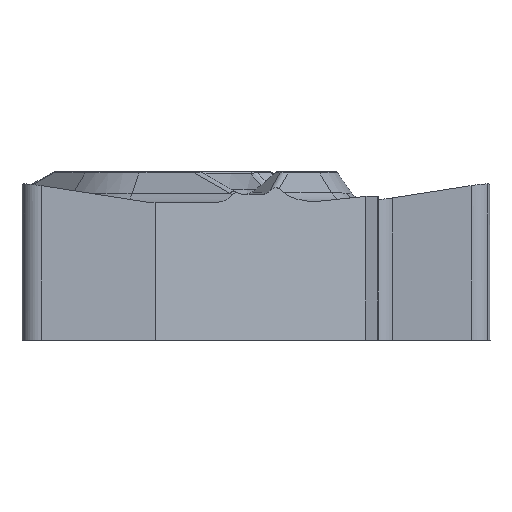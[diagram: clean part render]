
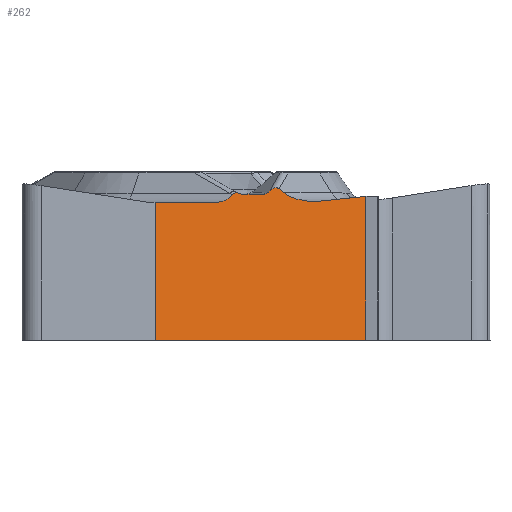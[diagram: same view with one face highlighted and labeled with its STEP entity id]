
A CAD part, front view. The second image highlights one B-rep face of the part: STEP entity #262.
In plain terms, the highlighted planar face has unit normal (0.5, -0.866, 0).
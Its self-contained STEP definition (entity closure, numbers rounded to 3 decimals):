
#262=ADVANCED_FACE('',(#461),#417,.F.);
#417=PLANE('',#2640);
#461=FACE_OUTER_BOUND('',#611,.T.);
#611=EDGE_LOOP('',(#831,#832,#833,#834,#835,#836,#837,#838,#839,#840,#841,
#842,#843,#844));
#771=ELLIPSE('',#2635,1.5,0.75);
#772=ELLIPSE('',#2636,0.304,0.205);
#773=ELLIPSE('',#2637,0.309,0.3);
#774=ELLIPSE('',#2638,0.309,0.3);
#775=ELLIPSE('',#2639,0.884,0.75);
#831=ORIENTED_EDGE('',*,*,#1836,.F.);
#832=ORIENTED_EDGE('',*,*,#1837,.T.);
#833=ORIENTED_EDGE('',*,*,#1838,.F.);
#834=ORIENTED_EDGE('',*,*,#1839,.T.);
#835=ORIENTED_EDGE('',*,*,#1840,.T.);
#836=ORIENTED_EDGE('',*,*,#1841,.F.);
#837=ORIENTED_EDGE('',*,*,#1842,.F.);
#838=ORIENTED_EDGE('',*,*,#1843,.T.);
#839=ORIENTED_EDGE('',*,*,#1844,.T.);
#840=ORIENTED_EDGE('',*,*,#1845,.T.);
#841=ORIENTED_EDGE('',*,*,#1846,.T.);
#842=ORIENTED_EDGE('',*,*,#1847,.F.);
#843=ORIENTED_EDGE('',*,*,#1848,.T.);
#844=ORIENTED_EDGE('',*,*,#1849,.T.);
#1601=VERTEX_POINT('',#4024);
#1602=VERTEX_POINT('',#4025);
#1603=VERTEX_POINT('',#4027);
#1604=VERTEX_POINT('',#4029);
#1605=VERTEX_POINT('',#4031);
#1606=VERTEX_POINT('',#4033);
#1607=VERTEX_POINT('',#4035);
#1608=VERTEX_POINT('',#4037);
#1609=VERTEX_POINT('',#4039);
#1610=VERTEX_POINT('',#4041);
#1611=VERTEX_POINT('',#4043);
#1612=VERTEX_POINT('',#4045);
#1613=VERTEX_POINT('',#4059);
#1614=VERTEX_POINT('',#4061);
#1836=EDGE_CURVE('',#1601,#1602,#2221,.T.);
#1837=EDGE_CURVE('',#1601,#1603,#2222,.T.);
#1838=EDGE_CURVE('',#1604,#1603,#2223,.T.);
#1839=EDGE_CURVE('',#1604,#1605,#2224,.T.);
#1840=EDGE_CURVE('',#1605,#1606,#771,.T.);
#1841=EDGE_CURVE('',#1607,#1606,#2225,.T.);
#1842=EDGE_CURVE('',#1608,#1607,#772,.T.);
#1843=EDGE_CURVE('',#1608,#1609,#2226,.T.);
#1844=EDGE_CURVE('',#1609,#1610,#773,.T.);
#1845=EDGE_CURVE('',#1610,#1611,#2227,.T.);
#1846=EDGE_CURVE('',#1611,#1612,#774,.T.);
#1847=EDGE_CURVE('',#1613,#1612,#2559,.T.);
#1848=EDGE_CURVE('',#1613,#1614,#775,.T.);
#1849=EDGE_CURVE('',#1614,#1602,#2228,.T.);
#2221=LINE('',#4023,#2386);
#2222=LINE('',#4026,#2387);
#2223=LINE('',#4028,#2388);
#2224=LINE('',#4030,#2389);
#2225=LINE('',#4034,#2390);
#2226=LINE('',#4038,#2391);
#2227=LINE('',#4042,#2392);
#2228=LINE('',#4062,#2393);
#2386=VECTOR('',#2923,1.);
#2387=VECTOR('',#2924,1.);
#2388=VECTOR('',#2925,1.);
#2389=VECTOR('',#2926,1.);
#2390=VECTOR('',#2929,1.);
#2391=VECTOR('',#2932,1.);
#2392=VECTOR('',#2935,1.);
#2393=VECTOR('',#2940,1.);
#2559=B_SPLINE_CURVE_WITH_KNOTS('',3,(#4046,#4047,#4048,#4049,#4050,#4051,
#4052,#4053,#4054,#4055,#4056,#4057,#4058),.UNSPECIFIED.,.F.,.F.,(4,3,3,
3,4),(0.,0.251,0.501,0.761,1.),
 .UNSPECIFIED.);
#2635=AXIS2_PLACEMENT_3D('',#4032,#2927,#2928);
#2636=AXIS2_PLACEMENT_3D('',#4036,#2930,#2931);
#2637=AXIS2_PLACEMENT_3D('',#4040,#2933,#2934);
#2638=AXIS2_PLACEMENT_3D('',#4044,#2936,#2937);
#2639=AXIS2_PLACEMENT_3D('',#4060,#2938,#2939);
#2640=AXIS2_PLACEMENT_3D('',#4063,#2941,#2942);
#2923=DIRECTION('',(0.,0.,1.));
#2924=DIRECTION('',(0.866,0.5,0.));
#2925=DIRECTION('',(0.,0.,-1.));
#2926=DIRECTION('',(-0.863,-0.498,-0.088));
#2927=DIRECTION('',(-0.5,0.866,0.));
#2928=DIRECTION('',(-0.866,-0.5,0.));
#2929=DIRECTION('',(0.705,0.407,-0.581));
#2930=DIRECTION('',(-0.5,0.866,0.));
#2931=DIRECTION('',(0.743,0.429,0.514));
#2932=DIRECTION('',(-0.672,-0.388,-0.631));
#2933=DIRECTION('',(-0.5,0.866,0.));
#2934=DIRECTION('',(0.866,0.5,0.));
#2935=DIRECTION('',(-0.866,-0.5,0.));
#2936=DIRECTION('',(-0.5,0.866,0.));
#2937=DIRECTION('',(0.866,0.5,0.));
#2938=DIRECTION('',(-0.5,0.866,0.));
#2939=DIRECTION('',(0.866,0.5,0.));
#2940=DIRECTION('',(-0.866,-0.5,0.));
#2941=DIRECTION('',(-0.5,0.866,0.));
#2942=DIRECTION('',(-0.866,-0.5,0.));
#4023=CARTESIAN_POINT('',(-1.7,-8.314,25.));
#4024=CARTESIAN_POINT('',(-1.7,-8.314,-5.56));
#4025=CARTESIAN_POINT('',(-1.7,-8.314,-0.603));
#4026=CARTESIAN_POINT('',(3.175,-5.499,-5.56));
#4027=CARTESIAN_POINT('',(5.875,-3.94,-5.56));
#4028=CARTESIAN_POINT('',(5.875,-3.94,25.));
#4029=CARTESIAN_POINT('',(5.875,-3.94,-0.395));
#4030=CARTESIAN_POINT('',(5.12,-4.376,-0.472));
#4031=CARTESIAN_POINT('',(4.211,-4.901,-0.565));
#4032=CARTESIAN_POINT('',(3.985,-5.032,0.174));
#4033=CARTESIAN_POINT('',(2.921,-5.646,-0.256));
#4034=CARTESIAN_POINT('',(-12.245,-14.402,12.249));
#4035=CARTESIAN_POINT('',(2.757,-5.741,-0.121));
#4036=CARTESIAN_POINT('',(2.565,-5.851,-0.32));
#4037=CARTESIAN_POINT('',(2.429,-5.93,-0.181));
#4038=CARTESIAN_POINT('',(9.024,-2.122,6.019));
#4039=CARTESIAN_POINT('',(2.366,-5.966,-0.24));
#4040=CARTESIAN_POINT('',(2.194,-6.065,-0.01));
#4041=CARTESIAN_POINT('',(2.194,-6.065,-0.31));
#4042=CARTESIAN_POINT('',(-4.359,-9.849,-0.31));
#4043=CARTESIAN_POINT('',(1.413,-6.516,-0.31));
#4044=CARTESIAN_POINT('',(1.413,-6.516,-0.01));
#4045=CARTESIAN_POINT('',(1.303,-6.58,-0.283));
#4046=CARTESIAN_POINT('',(1.096,-6.7,-0.323));
#4047=CARTESIAN_POINT('',(1.108,-6.692,-0.307));
#4048=CARTESIAN_POINT('',(1.124,-6.684,-0.294));
#4049=CARTESIAN_POINT('',(1.14,-6.674,-0.285));
#4050=CARTESIAN_POINT('',(1.157,-6.664,-0.275));
#4051=CARTESIAN_POINT('',(1.175,-6.654,-0.268));
#4052=CARTESIAN_POINT('',(1.194,-6.643,-0.265));
#4053=CARTESIAN_POINT('',(1.213,-6.632,-0.262));
#4054=CARTESIAN_POINT('',(1.233,-6.621,-0.262));
#4055=CARTESIAN_POINT('',(1.252,-6.61,-0.266));
#4056=CARTESIAN_POINT('',(1.269,-6.599,-0.269));
#4057=CARTESIAN_POINT('',(1.287,-6.589,-0.275));
#4058=CARTESIAN_POINT('',(1.303,-6.58,-0.283));
#4059=CARTESIAN_POINT('',(1.096,-6.7,-0.323));
#4060=CARTESIAN_POINT('',(0.499,-7.044,0.147));
#4061=CARTESIAN_POINT('',(0.499,-7.044,-0.603));
#4062=CARTESIAN_POINT('',(-4.359,-9.849,-0.603));
#4063=CARTESIAN_POINT('',(3.175,-5.499,25.));
